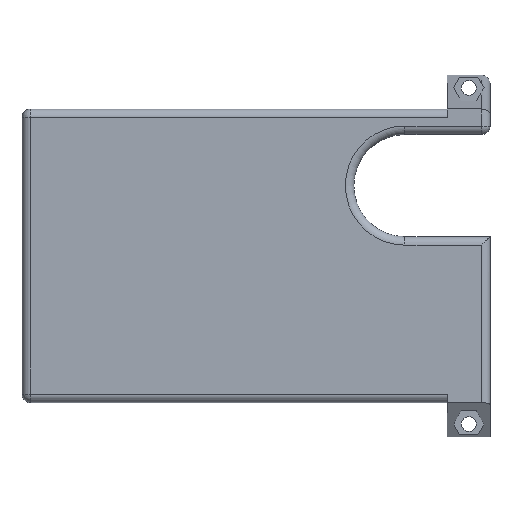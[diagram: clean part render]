
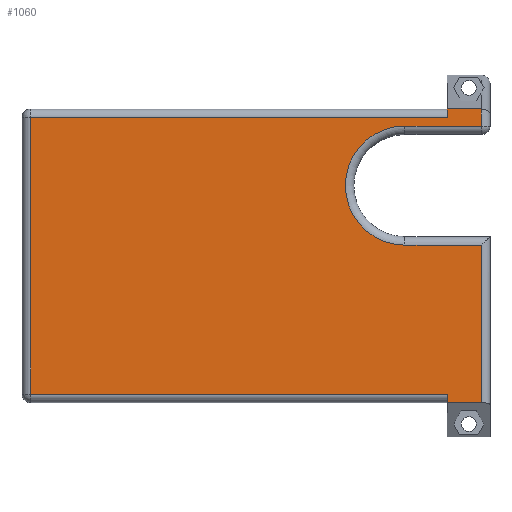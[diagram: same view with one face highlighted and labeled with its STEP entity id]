
A CAD part, top view. The second image highlights one B-rep face of the part: STEP entity #1060.
In plain terms, the highlighted planar face has unit normal (0, 0, 1).
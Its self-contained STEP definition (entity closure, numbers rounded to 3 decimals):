
#79=CIRCLE('',#1120,14.);
#156=FACE_OUTER_BOUND('',#223,.T.);
#223=EDGE_LOOP('',(#959,#960,#961,#962,#963,#964,#965,#966,#967,#968,#969,
#970));
#283=LINE('',#1651,#385);
#285=LINE('',#1656,#387);
#288=LINE('',#1666,#390);
#290=LINE('',#1675,#392);
#294=LINE('',#1693,#396);
#300=LINE('',#1743,#402);
#303=LINE('',#1749,#405);
#310=LINE('',#1762,#412);
#313=LINE('',#1767,#415);
#322=LINE('',#1785,#424);
#324=LINE('',#1788,#426);
#385=VECTOR('',#1327,4.);
#387=VECTOR('',#1331,37.);
#390=VECTOR('',#1342,18.);
#392=VECTOR('',#1354,18.);
#396=VECTOR('',#1374,98.);
#402=VECTOR('',#1422,98.);
#405=VECTOR('',#1429,65.);
#412=VECTOR('',#1444,8.);
#415=VECTOR('',#1449,2.);
#424=VECTOR('',#1468,8.);
#426=VECTOR('',#1472,2.);
#442=VERTEX_POINT('',#1524);
#484=VERTEX_POINT('',#1639);
#488=VERTEX_POINT('',#1654);
#489=VERTEX_POINT('',#1655);
#492=VERTEX_POINT('',#1664);
#494=VERTEX_POINT('',#1670);
#498=VERTEX_POINT('',#1686);
#499=VERTEX_POINT('',#1690);
#501=VERTEX_POINT('',#1696);
#515=VERTEX_POINT('',#1742);
#518=VERTEX_POINT('',#1760);
#523=VERTEX_POINT('',#1784);
#604=EDGE_CURVE('',#442,#484,#283,.T.);
#606=EDGE_CURVE('',#488,#489,#285,.T.);
#612=EDGE_CURVE('',#492,#488,#288,.T.);
#615=EDGE_CURVE('',#494,#492,#79,.T.);
#617=EDGE_CURVE('',#484,#494,#290,.T.);
#625=EDGE_CURVE('',#499,#498,#294,.T.);
#646=EDGE_CURVE('',#501,#515,#300,.T.);
#650=EDGE_CURVE('',#498,#501,#303,.T.);
#657=EDGE_CURVE('',#518,#442,#310,.T.);
#660=EDGE_CURVE('',#515,#518,#313,.T.);
#669=EDGE_CURVE('',#489,#523,#322,.T.);
#671=EDGE_CURVE('',#523,#499,#324,.T.);
#959=ORIENTED_EDGE('',*,*,#604,.F.);
#960=ORIENTED_EDGE('',*,*,#657,.F.);
#961=ORIENTED_EDGE('',*,*,#660,.F.);
#962=ORIENTED_EDGE('',*,*,#646,.F.);
#963=ORIENTED_EDGE('',*,*,#650,.F.);
#964=ORIENTED_EDGE('',*,*,#625,.F.);
#965=ORIENTED_EDGE('',*,*,#671,.F.);
#966=ORIENTED_EDGE('',*,*,#669,.F.);
#967=ORIENTED_EDGE('',*,*,#606,.F.);
#968=ORIENTED_EDGE('',*,*,#612,.F.);
#969=ORIENTED_EDGE('',*,*,#615,.F.);
#970=ORIENTED_EDGE('',*,*,#617,.F.);
#1001=PLANE('',#1167);
#1060=ADVANCED_FACE('',(#156),#1001,.T.);
#1120=AXIS2_PLACEMENT_3D('',#1672,#1349,#1350);
#1167=AXIS2_PLACEMENT_3D('',#1793,#1480,#1481);
#1327=DIRECTION('',(0.,-1.,0.));
#1331=DIRECTION('',(0.,-1.,0.));
#1342=DIRECTION('',(1.,0.,0.));
#1349=DIRECTION('center_axis',(0.,0.,1.));
#1350=DIRECTION('ref_axis',(-1.,0.,0.));
#1354=DIRECTION('',(-1.,0.,0.));
#1374=DIRECTION('',(-1.,0.,0.));
#1422=DIRECTION('',(1.,0.,0.));
#1429=DIRECTION('',(0.,1.,0.));
#1444=DIRECTION('',(1.,0.,0.));
#1449=DIRECTION('',(0.,1.,0.));
#1468=DIRECTION('',(-1.,0.,0.));
#1472=DIRECTION('',(0.,1.,0.));
#1480=DIRECTION('center_axis',(0.,0.,1.));
#1481=DIRECTION('ref_axis',(1.,0.,0.));
#1524=CARTESIAN_POINT('',(53.,34.5,30.));
#1639=CARTESIAN_POINT('',(53.,30.5,30.));
#1651=CARTESIAN_POINT('',(53.,17.25,30.));
#1654=CARTESIAN_POINT('',(53.,2.5,30.));
#1655=CARTESIAN_POINT('',(53.,-34.5,30.));
#1656=CARTESIAN_POINT('',(53.,17.25,30.));
#1664=CARTESIAN_POINT('',(35.,2.5,30.));
#1666=CARTESIAN_POINT('',(27.5,2.5,30.));
#1670=CARTESIAN_POINT('',(35.,30.5,30.));
#1672=CARTESIAN_POINT('Origin',(35.,16.5,30.));
#1675=CARTESIAN_POINT('',(17.5,30.5,30.));
#1686=CARTESIAN_POINT('',(-53.,-32.5,30.));
#1690=CARTESIAN_POINT('',(45.,-32.5,30.));
#1693=CARTESIAN_POINT('',(27.5,-32.5,30.));
#1696=CARTESIAN_POINT('',(-53.,32.5,30.));
#1742=CARTESIAN_POINT('',(45.,32.5,30.));
#1743=CARTESIAN_POINT('',(-27.5,32.5,30.));
#1749=CARTESIAN_POINT('',(-53.,-17.25,30.));
#1760=CARTESIAN_POINT('',(45.,34.5,30.));
#1762=CARTESIAN_POINT('',(-55.,34.5,30.));
#1767=CARTESIAN_POINT('',(45.,18.381,30.));
#1784=CARTESIAN_POINT('',(45.,-34.5,30.));
#1785=CARTESIAN_POINT('',(55.,-34.5,30.));
#1788=CARTESIAN_POINT('',(45.,-18.381,30.));
#1793=CARTESIAN_POINT('Origin',(0.,0.,30.));
